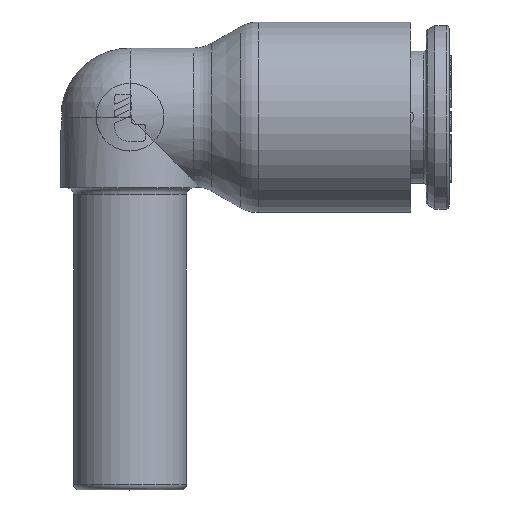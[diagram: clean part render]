
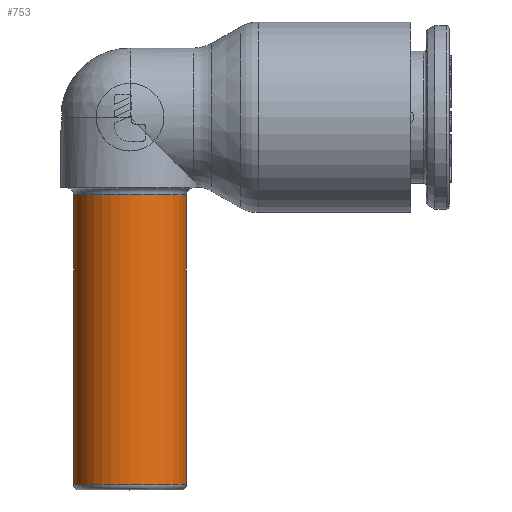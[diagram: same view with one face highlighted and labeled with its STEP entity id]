
A CAD part, top view. The second image highlights one B-rep face of the part: STEP entity #753.
In plain terms, the highlighted cylindrical face has radius 4 mm (diameter 8 mm), a partial arc.
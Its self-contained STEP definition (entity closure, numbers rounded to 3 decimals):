
#753=ADVANCED_FACE('',(#2126),#2127,.T.);
#2126=FACE_OUTER_BOUND('',#5231,.T.);
#2127=CYLINDRICAL_SURFACE('',#5232,4.0);
#5231=EDGE_LOOP('',(#10403,#10404,#10405,#10406));
#5232=AXIS2_PLACEMENT_3D('',#10407,#10408,#10409);
#10403=ORIENTED_EDGE('',*,*,#12916,.T.);
#10404=ORIENTED_EDGE('',*,*,#12897,.T.);
#10405=ORIENTED_EDGE('',*,*,#12917,.F.);
#10406=ORIENTED_EDGE('',*,*,#12895,.F.);
#10407=CARTESIAN_POINT('',(0.0,-3.93,0.0));
#10408=DIRECTION('',(0.0,1.0,-0.0));
#10409=DIRECTION('',(-1.0,0.0,0.0));
#12895=EDGE_CURVE('',#15845,#15849,#15853,.T.);
#12897=EDGE_CURVE('',#15857,#15855,#15858,.T.);
#12916=EDGE_CURVE('',#15845,#15857,#15887,.T.);
#12917=EDGE_CURVE('',#15849,#15855,#15888,.T.);
#15845=VERTEX_POINT('',#21294);
#15849=VERTEX_POINT('',#21298);
#15853=CIRCLE('',#21302,4.0);
#15855=VERTEX_POINT('',#21304);
#15857=VERTEX_POINT('',#21306);
#15858=CIRCLE('',#21307,4.0);
#15887=LINE('',#21514,#21515);
#15888=LINE('',#21516,#21517);
#21294=CARTESIAN_POINT('',(4.,-26.0,-0.003));
#21298=CARTESIAN_POINT('',(-4.,-26.0,0.003));
#21302=AXIS2_PLACEMENT_3D('',#24476,#24477,#24478);
#21304=CARTESIAN_POINT('',(-4.,-5.5,0.003));
#21306=CARTESIAN_POINT('',(4.,-5.5,-0.003));
#21307=AXIS2_PLACEMENT_3D('',#24482,#24483,#24484);
#21514=CARTESIAN_POINT('',(4.0,-26.0,0.0));
#21515=VECTOR('',#24514,20.5);
#21516=CARTESIAN_POINT('',(-4.0,-26.0,0.0));
#21517=VECTOR('',#24515,20.5);
#24476=CARTESIAN_POINT('',(0.0,-26.0,0.0));
#24477=DIRECTION('',(0.0,-1.0,0.0));
#24478=DIRECTION('',(1.0,0.0,0.0));
#24482=CARTESIAN_POINT('',(0.0,-5.5,0.0));
#24483=DIRECTION('',(0.0,-1.0,0.0));
#24484=DIRECTION('',(1.0,0.0,0.0));
#24514=DIRECTION('',(0.0,1.0,0.0));
#24515=DIRECTION('',(0.0,1.0,0.0));
